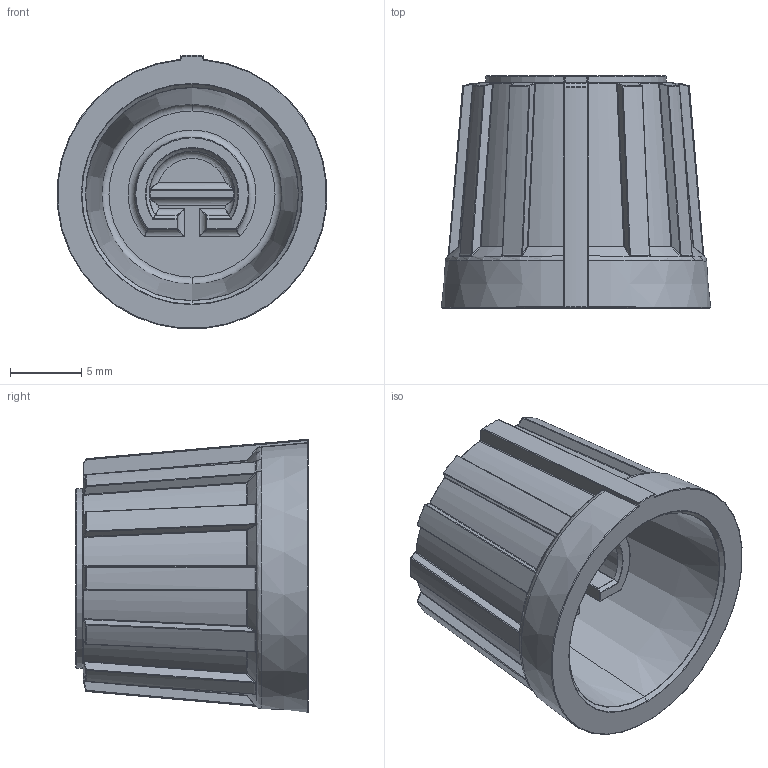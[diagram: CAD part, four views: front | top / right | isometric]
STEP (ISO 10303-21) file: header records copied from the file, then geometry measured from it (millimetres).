
FILE_DESCRIPTION (( 'STEP AP214' ), '1' );
FILE_NAME ('Turn knob.STEP', '2013-03-22T19:21:20', ( 'Peeter Loomus' ), ( '' ), 'SwSTEP 2.0', 'SolidWorks 2012', '' );
FILE_SCHEMA (( 'AUTOMOTIVE_DESIGN' ));
Length unit declared in the file: millimetre
Products named in the file (1): Turn knob
Bounding box: 18.92 x 16.3 x 19.21 mm (x, y, z)
Volume: 1656.6 mm3; surface area: 2377.3 mm2
Topology: 1 solids, 1 shells, 597 faces, 1378 edges, 692 vertices
Faces by surface type: bspline 260, torus 87, sphere 87, cylinder 73, cone 46, plane 44
Entity records: 21001 total; most frequent: CARTESIAN_POINT 9779, ORIENTED_EDGE 2568, DIRECTION 2069, EDGE_CURVE 1284, AXIS2_PLACEMENT_3D 973, VERTEX_POINT 692, CIRCLE 635, EDGE_LOOP 600
